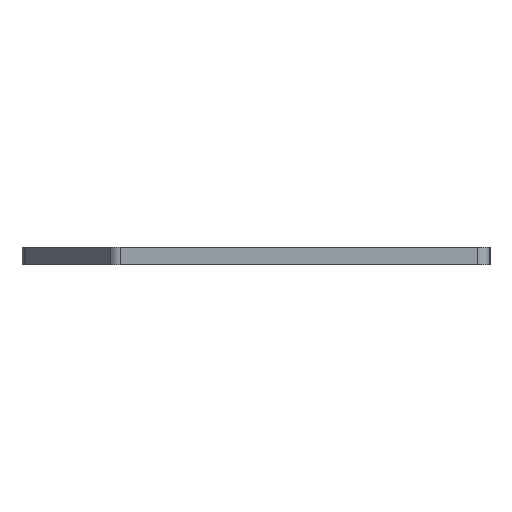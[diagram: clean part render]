
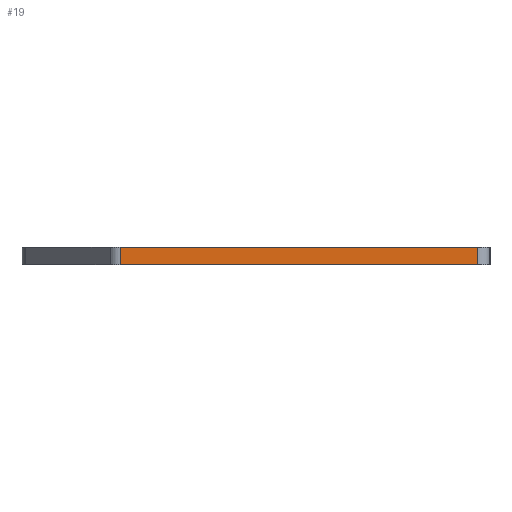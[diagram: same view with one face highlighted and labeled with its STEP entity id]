
A CAD part, left-side view. The second image highlights one B-rep face of the part: STEP entity #19.
In plain terms, the highlighted planar face has unit normal (-1, 0, 0).
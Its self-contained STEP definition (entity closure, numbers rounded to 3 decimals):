
#19 = ADVANCED_FACE ( 'NONE', ( #907 ), #632, .F. ) ;
#22 = CARTESIAN_POINT ( 'NONE',  ( -42.356, -19.427, -0.008 ) ) ;
#25 = AXIS2_PLACEMENT_3D ( 'NONE', #563, #562, #558 ) ;
#154 = CARTESIAN_POINT ( 'NONE',  ( -42.356, 10.105, -0.008 ) ) ;
#203 = DIRECTION ( 'NONE',  ( 0., -1., 0. ) ) ;
#273 = ORIENTED_EDGE ( 'NONE', *, *, #692, .F. ) ;
#286 = CARTESIAN_POINT ( 'NONE',  ( -42.356, 10.105, 1.409 ) ) ;
#313 = EDGE_LOOP ( 'NONE', ( #989, #273, #554, #564 ) ) ;
#391 = CARTESIAN_POINT ( 'NONE',  ( -42.356, -19.427, 1.409 ) ) ;
#416 = CARTESIAN_POINT ( 'NONE',  ( -42.356, 10.105, 1.409 ) ) ;
#447 = VECTOR ( 'NONE', #736, 1000. ) ;
#458 = VECTOR ( 'NONE', #810, 1000. ) ;
#461 = LINE ( 'NONE', #744, #447 ) ;
#462 = VECTOR ( 'NONE', #793, 1000. ) ;
#463 = LINE ( 'NONE', #765, #458 ) ;
#464 = VERTEX_POINT ( 'NONE', #416 ) ;
#466 = LINE ( 'NONE', #803, #462 ) ;
#539 = VECTOR ( 'NONE', #203, 1000. ) ;
#541 = LINE ( 'NONE', #286, #539 ) ;
#554 = ORIENTED_EDGE ( 'NONE', *, *, #904, .F. ) ;
#558 = DIRECTION ( 'NONE',  ( 0., 1., 0. ) ) ;
#562 = DIRECTION ( 'NONE',  ( 1., 0., 0. ) ) ;
#563 = CARTESIAN_POINT ( 'NONE',  ( -42.356, 10.105, 1.409 ) ) ;
#564 = ORIENTED_EDGE ( 'NONE', *, *, #912, .T. ) ;
#593 = VERTEX_POINT ( 'NONE', #22 ) ;
#632 = PLANE ( 'NONE',  #25 ) ;
#692 = EDGE_CURVE ( 'NONE', #464, #976, #541, .T. ) ;
#736 = DIRECTION ( 'NONE',  ( 0., -1., 0. ) ) ;
#744 = CARTESIAN_POINT ( 'NONE',  ( -42.356, 10.105, -0.008 ) ) ;
#765 = CARTESIAN_POINT ( 'NONE',  ( -42.356, 10.105, 1.409 ) ) ;
#793 = DIRECTION ( 'NONE',  ( 0., 0., -1. ) ) ;
#803 = CARTESIAN_POINT ( 'NONE',  ( -42.356, -19.427, 1.409 ) ) ;
#810 = DIRECTION ( 'NONE',  ( 0., 0., 1. ) ) ;
#893 = EDGE_CURVE ( 'NONE', #976, #593, #466, .T. ) ;
#904 = EDGE_CURVE ( 'NONE', #1114, #464, #463, .T. ) ;
#907 = FACE_OUTER_BOUND ( 'NONE', #313, .T. ) ;
#912 = EDGE_CURVE ( 'NONE', #1114, #593, #461, .T. ) ;
#976 = VERTEX_POINT ( 'NONE', #391 ) ;
#989 = ORIENTED_EDGE ( 'NONE', *, *, #893, .F. ) ;
#1114 = VERTEX_POINT ( 'NONE', #154 ) ;
